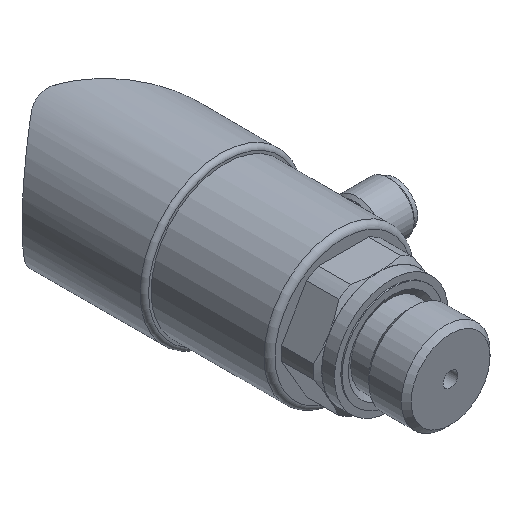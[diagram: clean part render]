
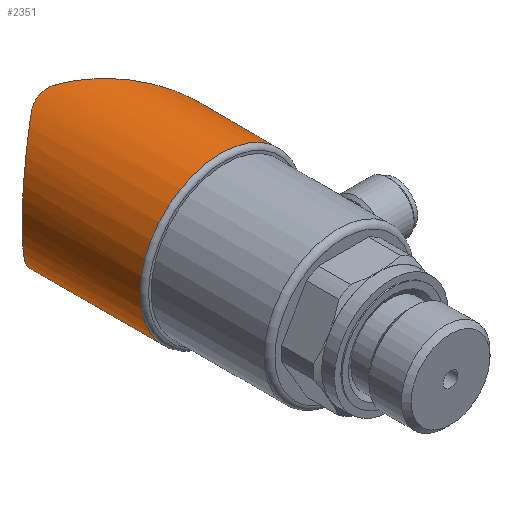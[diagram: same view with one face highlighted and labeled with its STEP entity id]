
A CAD part, isometric view. The second image highlights one B-rep face of the part: STEP entity #2351.
In plain terms, the highlighted cylindrical face has radius 19.1 mm (diameter 38.2 mm), a full revolution.
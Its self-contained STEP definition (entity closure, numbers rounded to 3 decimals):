
#31=ELLIPSE('',#2502,23.74,19.1);
#258=B_SPLINE_CURVE_WITH_KNOTS('',3,(#3343,#3344,#3345,#3346,#3347,#3348,
#3349,#3350,#3351,#3352,#3353,#3354,#3355,#3356,#3357,#3358,#3359,#3360,
#3361,#3362,#3363),.UNSPECIFIED.,.F.,.F.,(4,1,1,1,1,1,1,1,1,1,1,1,1,1,1,
1,1,1,4),(0.,0.005,0.01,0.016,
0.021,0.026,0.031,0.036,
0.042,0.047,0.049,0.052,
0.057,0.062,0.065,0.068,
0.073,0.078,0.083),.UNSPECIFIED.);
#273=B_SPLINE_CURVE_WITH_KNOTS('',3,(#3460,#3461,#3462,#3463,#3464),
 .UNSPECIFIED.,.F.,.F.,(4,1,4),(0.,0.003,
0.007),.UNSPECIFIED.);
#274=B_SPLINE_CURVE_WITH_KNOTS('',3,(#3468,#3469,#3470,#3471,#3472),
 .UNSPECIFIED.,.F.,.F.,(4,1,4),(0.,0.003,
0.007),.UNSPECIFIED.);
#419=ORIENTED_EDGE('',*,*,#843,.F.);
#420=ORIENTED_EDGE('',*,*,#842,.T.);
#421=ORIENTED_EDGE('',*,*,#844,.F.);
#422=ORIENTED_EDGE('',*,*,#840,.T.);
#423=ORIENTED_EDGE('',*,*,#821,.T.);
#821=EDGE_CURVE('',#1030,#1029,#258,.T.);
#840=EDGE_CURVE('',#1043,#1030,#273,.T.);
#842=EDGE_CURVE('',#1029,#1044,#274,.T.);
#843=EDGE_CURVE('',#1045,#1045,#1138,.T.);
#844=EDGE_CURVE('',#1043,#1044,#31,.T.);
#1029=VERTEX_POINT('',#3342);
#1030=VERTEX_POINT('',#3364);
#1043=VERTEX_POINT('',#3465);
#1044=VERTEX_POINT('',#3467);
#1045=VERTEX_POINT('',#3475);
#1138=CIRCLE('',#2501,19.1);
#1208=EDGE_LOOP('',(#419));
#1209=EDGE_LOOP('',(#420,#421,#422,#423));
#1366=FACE_BOUND('',#1208,.T.);
#1367=FACE_BOUND('',#1209,.T.);
#1505=CYLINDRICAL_SURFACE('',#2500,19.1);
#2351=ADVANCED_FACE('',(#1366,#1367),#1505,.T.);
#2500=AXIS2_PLACEMENT_3D('',#3473,#2770,#2771);
#2501=AXIS2_PLACEMENT_3D('',#3474,#2772,#2773);
#2502=AXIS2_PLACEMENT_3D('',#3476,#2774,#2775);
#2770=DIRECTION('',(0.,-1.,0.));
#2771=DIRECTION('',(0.,0.,-1.));
#2772=DIRECTION('',(0.,-1.,0.));
#2773=DIRECTION('',(0.,0.,-1.));
#2774=DIRECTION('',(-0.594,0.805,0.));
#2775=DIRECTION('',(-0.805,-0.594,0.));
#3342=CARTESIAN_POINT('',(-4.87,88.522,18.469));
#3343=CARTESIAN_POINT('',(-4.87,88.522,-18.469));
#3344=CARTESIAN_POINT('',(-3.485,87.504,-18.834));
#3345=CARTESIAN_POINT('',(-0.745,85.42,-19.232));
#3346=CARTESIAN_POINT('',(3.332,82.101,-18.95));
#3347=CARTESIAN_POINT('',(7.176,78.755,-17.852));
#3348=CARTESIAN_POINT('',(10.776,75.415,-15.946));
#3349=CARTESIAN_POINT('',(13.963,72.274,-13.265));
#3350=CARTESIAN_POINT('',(16.671,69.459,-9.7));
#3351=CARTESIAN_POINT('',(18.606,67.353,-5.227));
#3352=CARTESIAN_POINT('',(19.347,66.523,0.01));
#3353=CARTESIAN_POINT('',(18.729,67.215,4.367));
#3354=CARTESIAN_POINT('',(17.621,68.425,7.5));
#3355=CARTESIAN_POINT('',(16.214,69.933,10.3));
#3356=CARTESIAN_POINT('',(13.949,72.288,13.28));
#3357=CARTESIAN_POINT('',(11.296,74.901,15.507));
#3358=CARTESIAN_POINT('',(8.951,77.108,16.913));
#3359=CARTESIAN_POINT('',(6.526,79.32,18.037));
#3360=CARTESIAN_POINT('',(3.28,82.145,18.96));
#3361=CARTESIAN_POINT('',(-0.745,85.419,19.228));
#3362=CARTESIAN_POINT('',(-3.484,87.503,18.834));
#3363=CARTESIAN_POINT('',(-4.87,88.522,18.469));
#3364=CARTESIAN_POINT('',(-4.87,88.522,-18.469));
#3460=CARTESIAN_POINT('',(-10.669,88.423,-15.842));
#3461=CARTESIAN_POINT('',(-9.866,89.015,-16.383));
#3462=CARTESIAN_POINT('',(-7.949,89.709,-17.485));
#3463=CARTESIAN_POINT('',(-5.787,89.152,-18.227));
#3464=CARTESIAN_POINT('',(-4.87,88.522,-18.469));
#3465=CARTESIAN_POINT('',(-10.669,88.423,-15.842));
#3467=CARTESIAN_POINT('',(-10.669,88.423,15.842));
#3468=CARTESIAN_POINT('',(-4.87,88.522,18.469));
#3469=CARTESIAN_POINT('',(-5.784,89.15,18.228));
#3470=CARTESIAN_POINT('',(-7.937,89.711,17.491));
#3471=CARTESIAN_POINT('',(-9.868,89.014,16.382));
#3472=CARTESIAN_POINT('',(-10.669,88.423,15.842));
#3473=CARTESIAN_POINT('',(0.,0.,0.));
#3474=CARTESIAN_POINT('',(0.,54.3,0.));
#3475=CARTESIAN_POINT('',(0.,54.3,-19.1));
#3476=CARTESIAN_POINT('',(0.,96.298,0.));
